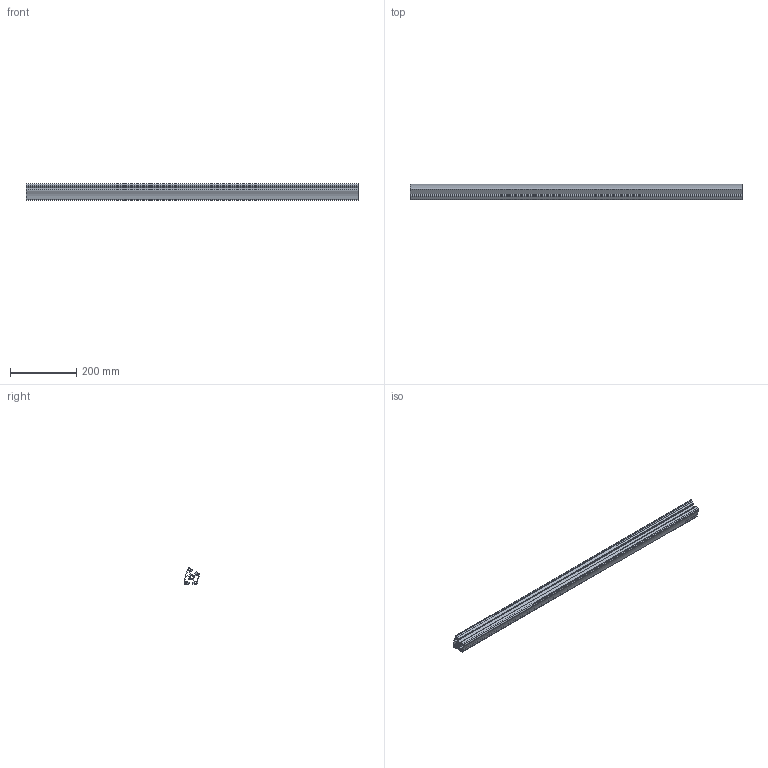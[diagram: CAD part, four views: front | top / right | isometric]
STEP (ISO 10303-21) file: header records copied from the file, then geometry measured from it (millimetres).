
FILE_DESCRIPTION(('STEP AP214'),'1');
FILE_NAME('cctmp_42B9BE42-2D01-4750-8CC4-011D82266586_2020_1_20_11_20_3_394..stp','2020-01-20T10:20:03',('Bosch Rexroth AG'),('CADClick - www.CADClick.com'),'Spatial InterOp 3D',' ','unknown authorization - (Healing Option Enabled)');
FILE_SCHEMA(('AUTOMOTIVE_DESIGN'));
Length unit declared in the file: millimetre
Products named in the file (1): 2020_01_20__11-20-03-390
Bounding box: 1000 x 46.95 x 48.88 mm (x, y, z)
Volume: 620870.7 mm3; surface area: 498956.7 mm2
Topology: 1 solids, 1 shells, 104 faces, 306 edges, 204 vertices
Faces by surface type: plane 81, cylinder 23
Entity records: 4308 total; most frequent: CARTESIAN_POINT 615, ORIENTED_EDGE 612, DIRECTION 562, EDGE_CURVE 306, LINE 260, VECTOR 260, VERTEX_POINT 204, AXIS2_PLACEMENT_3D 151
